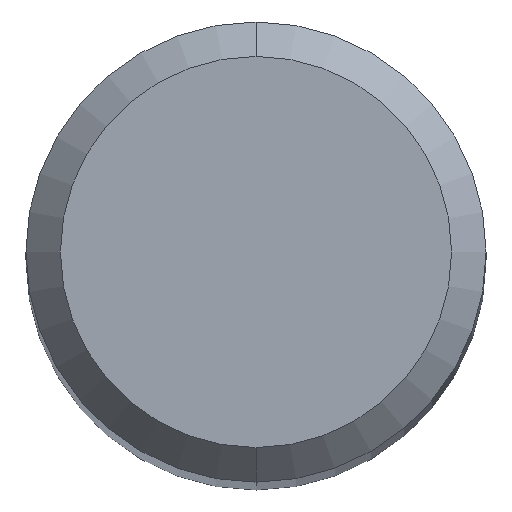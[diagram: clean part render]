
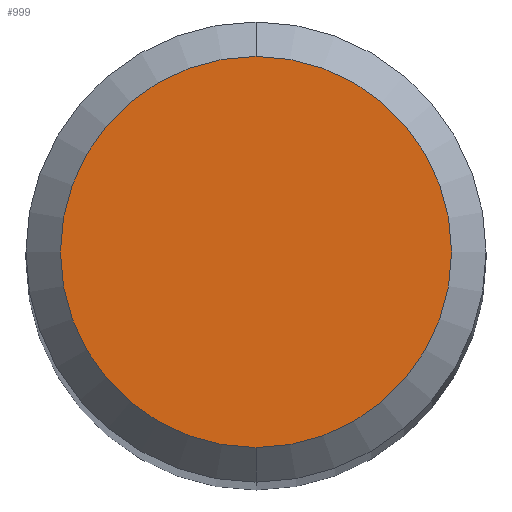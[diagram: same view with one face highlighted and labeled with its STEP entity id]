
A CAD part, top view. The second image highlights one B-rep face of the part: STEP entity #999.
In plain terms, the highlighted planar face has unit normal (0, 0, 1).
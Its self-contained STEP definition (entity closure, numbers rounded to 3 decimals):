
#575=VERTEX_POINT('',#1265);
#593=EDGE_CURVE('',#575,#967,#1284,.T.);
#921=EDGE_CURVE('',#967,#575,#1642,.T.);
#967=VERTEX_POINT('',#1691);
#999=ADVANCED_FACE('',(#1727),#1728,.T.);
#1265=CARTESIAN_POINT('',(0.0,1.7,0.0));
#1284=CIRCLE('',#2488,1.7);
#1642=CIRCLE('',#3720,1.7);
#1691=CARTESIAN_POINT('',(0.,-1.7,0.0));
#1727=FACE_OUTER_BOUND('',#4002,.T.);
#1728=PLANE('',#4003);
#2488=AXIS2_PLACEMENT_3D('',#4330,#4331,#4332);
#3720=AXIS2_PLACEMENT_3D('',#4696,#4697,#4698);
#4002=EDGE_LOOP('',(#4808,#4809));
#4003=AXIS2_PLACEMENT_3D('',#4810,#4811,#4812);
#4330=CARTESIAN_POINT('',(0.0,0.0,0.0));
#4331=DIRECTION('',(0.0,0.0,-1.0));
#4332=DIRECTION('',(0.0,1.0,0.0));
#4696=CARTESIAN_POINT('',(0.0,0.0,0.0));
#4697=DIRECTION('',(0.0,0.0,-1.0));
#4698=DIRECTION('',(0.0,1.0,0.0));
#4808=ORIENTED_EDGE('',*,*,#593,.F.);
#4809=ORIENTED_EDGE('',*,*,#921,.F.);
#4810=CARTESIAN_POINT('',(0.0,0.85,0.0));
#4811=DIRECTION('',(-0.0,0.0,1.0));
#4812=DIRECTION('',(0.0,-1.0,0.0));
